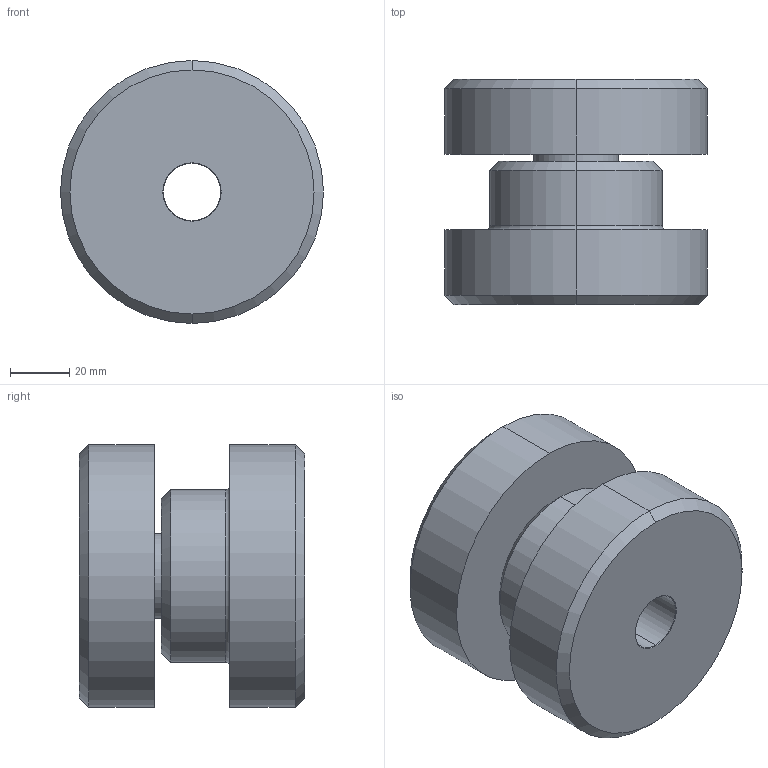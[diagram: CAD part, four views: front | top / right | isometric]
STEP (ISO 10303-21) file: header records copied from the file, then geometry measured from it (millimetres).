
FILE_DESCRIPTION (( 'STEP AP203' ), '1' );
FILE_NAME ('CBM 703M-705M.STEP', '2023-06-20T17:39:29', ( '' ), ( '' ), 'SwSTEP 2.0', 'SolidWorks 2016', '' );
FILE_SCHEMA (( 'CONFIG_CONTROL_DESIGN' ));
Length unit declared in the file: inch
Products named in the file (1): CBM 703M-705M
Bounding box: 88.9 x 76.2 x 88.9 mm (x, y, z)
Volume: 351802.7 mm3; surface area: 48776.3 mm2
Topology: 2 solids, 2 shells, 32 faces, 64 edges, 38 vertices
Faces by surface type: cone 12, cylinder 12, plane 6, torus 2
Entity records: 921 total; most frequent: DIRECTION 170, CARTESIAN_POINT 135, ORIENTED_EDGE 128, AXIS2_PLACEMENT_3D 73, EDGE_CURVE 64, CIRCLE 40, EDGE_LOOP 38, VERTEX_POINT 38
